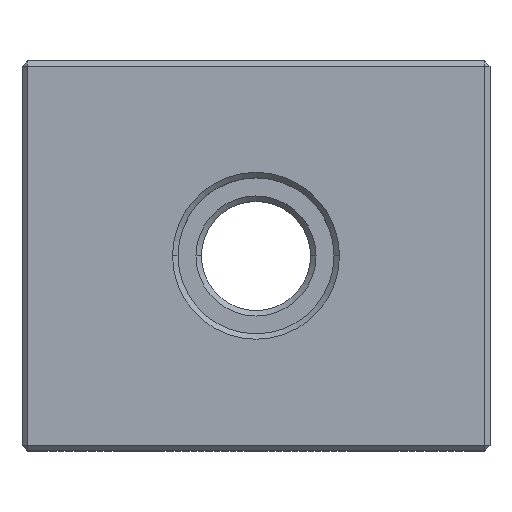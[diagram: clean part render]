
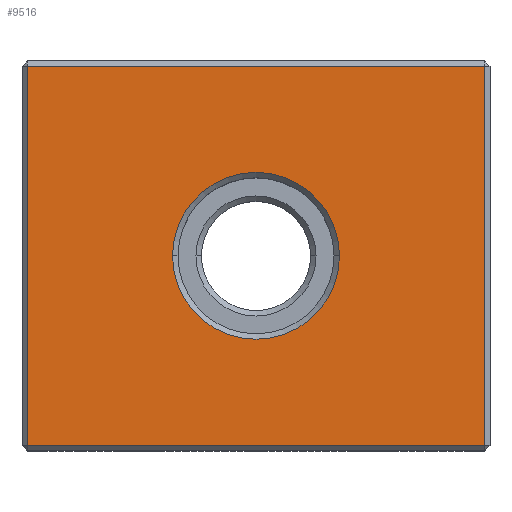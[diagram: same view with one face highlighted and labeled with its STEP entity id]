
A CAD part, top view. The second image highlights one B-rep face of the part: STEP entity #9516.
In plain terms, the highlighted planar face has unit normal (0, 0, 1).
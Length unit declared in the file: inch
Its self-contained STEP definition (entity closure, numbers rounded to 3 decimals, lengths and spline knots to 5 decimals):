
#66 = AXIS2_PLACEMENT_3D ( 'NONE', #6383, #1682, #9259 ) ;
#161 = CARTESIAN_POINT ( 'NONE',  ( 0., 0., 0. ) ) ;
#256 = VECTOR ( 'NONE', #11690, 39.37008 ) ;
#784 = CARTESIAN_POINT ( 'NONE',  ( 1.1811, -0.95669, 0. ) ) ;
#855 = CARTESIAN_POINT ( 'NONE',  ( 0., 0., 0. ) ) ;
#1246 = CARTESIAN_POINT ( 'NONE',  ( 1.15354, -0.98425, 0. ) ) ;
#1252 = VECTOR ( 'NONE', #5402, 39.37008 ) ;
#1282 = CIRCLE ( 'NONE', #7030, 0.42126 ) ;
#1360 = EDGE_CURVE ( 'NONE', #3463, #10923, #7180, .T. ) ;
#1543 = CARTESIAN_POINT ( 'NONE',  ( -1.15354, -0.98425, 0. ) ) ;
#1592 = CIRCLE ( 'NONE', #7333, 0.42126 ) ;
#1619 = LINE ( 'NONE', #8367, #1252 ) ;
#1682 = DIRECTION ( 'NONE',  ( 0., 0., -1. ) ) ;
#2210 = VECTOR ( 'NONE', #5505, 39.37008 ) ;
#2319 = CARTESIAN_POINT ( 'NONE',  ( 0.42126, 0., 0. ) ) ;
#2472 = VECTOR ( 'NONE', #11289, 39.37008 ) ;
#2557 = VERTEX_POINT ( 'NONE', #11820 ) ;
#2783 = EDGE_CURVE ( 'NONE', #10923, #7336, #1619, .T. ) ;
#3463 = VERTEX_POINT ( 'NONE', #4248 ) ;
#3479 = DIRECTION ( 'NONE',  ( 0., 0., 1. ) ) ;
#3781 = ORIENTED_EDGE ( 'NONE', *, *, #4546, .F. ) ;
#3828 = LINE ( 'NONE', #784, #2472 ) ;
#4248 = CARTESIAN_POINT ( 'NONE',  ( -1.15354, -0.95669, 0. ) ) ;
#4341 = CARTESIAN_POINT ( 'NONE',  ( -1.15354, 0.95669, 0. ) ) ;
#4516 = EDGE_LOOP ( 'NONE', ( #3781, #9245 ) ) ;
#4546 = EDGE_CURVE ( 'NONE', #9318, #2557, #1282, .T. ) ;
#5053 = ORIENTED_EDGE ( 'NONE', *, *, #11824, .F. ) ;
#5168 = EDGE_CURVE ( 'NONE', #2557, #9318, #1592, .T. ) ;
#5402 = DIRECTION ( 'NONE',  ( 1., 0., 0. ) ) ;
#5505 = DIRECTION ( 'NONE',  ( 0., 1., 0. ) ) ;
#5997 = VERTEX_POINT ( 'NONE', #11428 ) ;
#6383 = CARTESIAN_POINT ( 'NONE',  ( 1.1811, -0.98425, 0. ) ) ;
#6903 = LINE ( 'NONE', #1246, #256 ) ;
#7030 = AXIS2_PLACEMENT_3D ( 'NONE', #855, #3479, #7436 ) ;
#7180 = LINE ( 'NONE', #1543, #2210 ) ;
#7315 = PLANE ( 'NONE',  #66 ) ;
#7333 = AXIS2_PLACEMENT_3D ( 'NONE', #161, #11283, #8670 ) ;
#7336 = VERTEX_POINT ( 'NONE', #11819 ) ;
#7436 = DIRECTION ( 'NONE',  ( 1., 0., 0. ) ) ;
#8082 = EDGE_LOOP ( 'NONE', ( #10223, #9932, #10484, #5053 ) ) ;
#8367 = CARTESIAN_POINT ( 'NONE',  ( 1.1811, 0.95669, 0. ) ) ;
#8670 = DIRECTION ( 'NONE',  ( 1., 0., 0. ) ) ;
#9126 = EDGE_CURVE ( 'NONE', #7336, #5997, #6903, .T. ) ;
#9245 = ORIENTED_EDGE ( 'NONE', *, *, #5168, .F. ) ;
#9259 = DIRECTION ( 'NONE',  ( -1., 0., 0. ) ) ;
#9318 = VERTEX_POINT ( 'NONE', #2319 ) ;
#9516 = ADVANCED_FACE ( 'NONE', ( #11060, #12048 ), #7315, .F. ) ;
#9932 = ORIENTED_EDGE ( 'NONE', *, *, #2783, .F. ) ;
#10223 = ORIENTED_EDGE ( 'NONE', *, *, #9126, .F. ) ;
#10484 = ORIENTED_EDGE ( 'NONE', *, *, #1360, .F. ) ;
#10923 = VERTEX_POINT ( 'NONE', #4341 ) ;
#11060 = FACE_BOUND ( 'NONE', #4516, .T. ) ;
#11283 = DIRECTION ( 'NONE',  ( 0., 0., 1. ) ) ;
#11289 = DIRECTION ( 'NONE',  ( -1., 0., 0. ) ) ;
#11428 = CARTESIAN_POINT ( 'NONE',  ( 1.15354, -0.95669, 0. ) ) ;
#11690 = DIRECTION ( 'NONE',  ( 0., -1., 0. ) ) ;
#11819 = CARTESIAN_POINT ( 'NONE',  ( 1.15354, 0.95669, 0. ) ) ;
#11820 = CARTESIAN_POINT ( 'NONE',  ( -0.42126, 0., 0. ) ) ;
#11824 = EDGE_CURVE ( 'NONE', #5997, #3463, #3828, .T. ) ;
#12048 = FACE_OUTER_BOUND ( 'NONE', #8082, .T. ) ;
